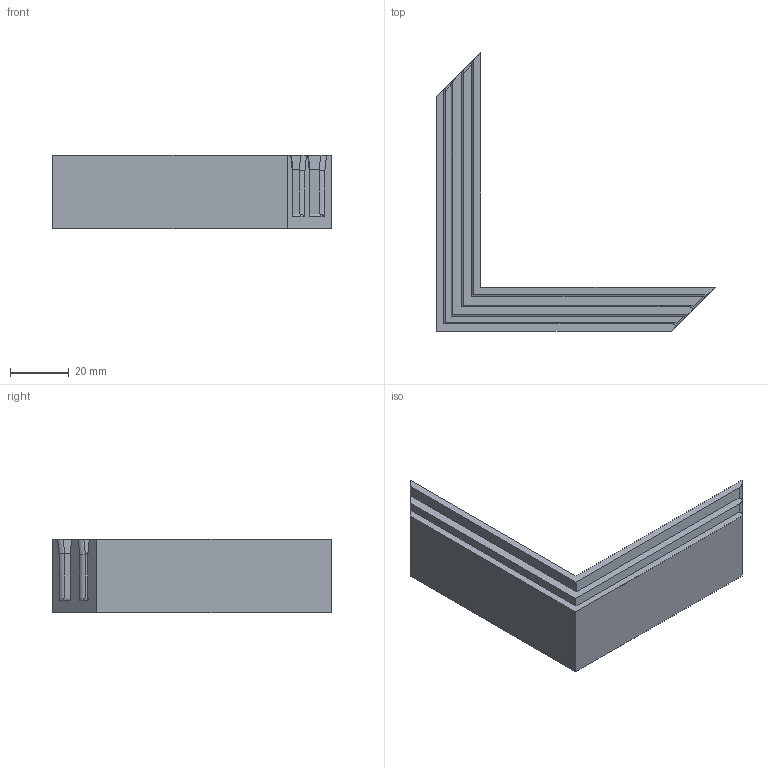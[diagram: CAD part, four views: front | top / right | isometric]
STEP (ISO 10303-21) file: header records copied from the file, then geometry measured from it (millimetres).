
FILE_DESCRIPTION(('FreeCAD Model'),'2;1');
FILE_NAME('Open CASCADE Shape Model','2024-02-23T18:24:53',(''),(''), 'Open CASCADE STEP processor 7.7','FreeCAD','Unknown');
FILE_SCHEMA(('AUTOMOTIVE_DESIGN { 1 0 10303 214 1 1 1 1 }'));
Length unit declared in the file: millimetre
Products named in the file (1): Body
Bounding box: 95 x 95 x 25 mm (x, y, z)
Volume: 42514.7 mm3; surface area: 25955 mm2
Topology: 1 solids, 1 shells, 52 faces, 136 edges, 82 vertices
Faces by surface type: plane 30, cylinder 20, bspline 2
Entity records: 1861 total; most frequent: CARTESIAN_POINT 596, ORIENTED_EDGE 264, DIRECTION 248, EDGE_CURVE 132, LINE 98, VECTOR 98, VERTEX_POINT 82, AXIS2_PLACEMENT_3D 75
